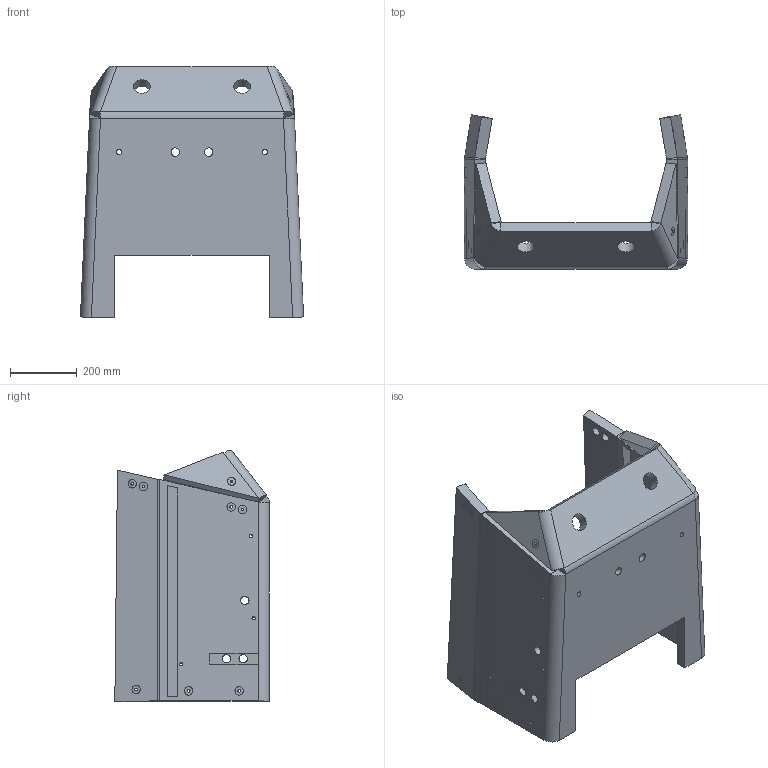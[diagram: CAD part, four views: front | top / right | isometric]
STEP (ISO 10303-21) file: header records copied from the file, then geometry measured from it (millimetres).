
FILE_DESCRIPTION(/* description */ ('STEP AP214'),/* implementation_level */ '2;1');
FILE_NAME(/* name */ 'Cockpit_Middle v1.step',/* time_stamp */ '2024-11-15T08:50:12+11:00',/* author */ (''),/* organization */ (''),/* preprocessor_version */ 'ST-DEVELOPER v20',/* originating_system */ 'Autodesk Translation Framework v13.20.0.188',/* authorisation */ '');
FILE_SCHEMA (('AUTOMOTIVE_DESIGN { 1 0 10303 214 3 1 1 }'));
Length unit declared in the file: millimetre
Products named in the file (1): Cockpit
Bounding box: 666.23 x 460.92 x 750.89 mm (x, y, z)
Volume: 29247597.1 mm3; surface area: 2270103.3 mm2
Topology: 1 solids, 1 shells, 156 faces, 348 edges, 212 vertices
Faces by surface type: plane 82, cylinder 64, bspline 10
Full cylindrical faces by diameter (mm): 8 x16, 10 x6, 15 x2, 25 x24, 50.8 x2
Entity records: 5428 total; most frequent: CARTESIAN_POINT 1767, DIRECTION 738, ORIENTED_EDGE 696, EDGE_CURVE 348, AXIS2_PLACEMENT_3D 259, EDGE_LOOP 242, LINE 220, VECTOR 220
